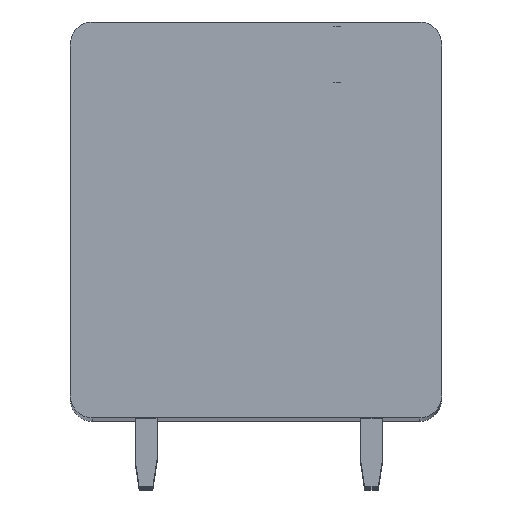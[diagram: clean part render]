
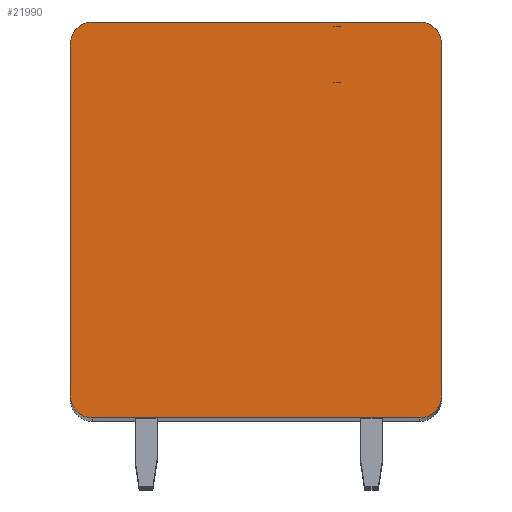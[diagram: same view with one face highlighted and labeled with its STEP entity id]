
A CAD part, top view. The second image highlights one B-rep face of the part: STEP entity #21990.
In plain terms, the highlighted planar face has unit normal (0, 0, 1).
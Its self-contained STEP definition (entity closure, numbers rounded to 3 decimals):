
#2721=CARTESIAN_POINT('',(-5.95,6.4,1.75));
#2722=DIRECTION('',(0.,0.,1.));
#2723=DIRECTION('',(0.,1.,0.));
#2724=AXIS2_PLACEMENT_3D('',#2721,#2722,#2723);
#2726=DIRECTION('',(-1.,0.,0.));
#2727=VECTOR('',#2726,11.9);
#2728=CARTESIAN_POINT('',(5.95,7.2,1.75));
#2729=LINE('',#2728,#2727);
#2730=CARTESIAN_POINT('',(5.95,6.4,1.75));
#2731=DIRECTION('',(0.,0.,1.));
#2732=DIRECTION('',(1.,0.,0.));
#2733=AXIS2_PLACEMENT_3D('',#2730,#2731,#2732);
#2735=DIRECTION('',(0.,1.,0.));
#2736=VECTOR('',#2735,12.8);
#2737=CARTESIAN_POINT('',(6.75,-6.4,1.75));
#2738=LINE('',#2737,#2736);
#2739=CARTESIAN_POINT('',(5.95,-6.4,1.75));
#2740=DIRECTION('',(0.,0.,1.));
#2741=DIRECTION('',(0.,-1.,0.));
#2742=AXIS2_PLACEMENT_3D('',#2739,#2740,#2741);
#2744=DIRECTION('',(1.,0.,0.));
#2745=VECTOR('',#2744,11.9);
#2746=CARTESIAN_POINT('',(-5.95,-7.2,1.75));
#2747=LINE('',#2746,#2745);
#2748=CARTESIAN_POINT('',(-5.95,-6.4,1.75));
#2749=DIRECTION('',(0.,0.,1.));
#2750=DIRECTION('',(-1.,0.,0.));
#2751=AXIS2_PLACEMENT_3D('',#2748,#2749,#2750);
#2753=DIRECTION('',(0.,-1.,0.));
#2754=VECTOR('',#2753,12.8);
#2755=CARTESIAN_POINT('',(-6.75,6.4,1.75));
#2756=LINE('',#2755,#2754);
#16303=CARTESIAN_POINT('',(-5.95,7.2,1.75));
#16304=VERTEX_POINT('',#16303);
#16305=CARTESIAN_POINT('',(-6.75,6.4,1.75));
#16306=VERTEX_POINT('',#16305);
#16311=CARTESIAN_POINT('',(6.75,6.4,1.75));
#16312=VERTEX_POINT('',#16311);
#16313=CARTESIAN_POINT('',(5.95,7.2,1.75));
#16314=VERTEX_POINT('',#16313);
#16319=CARTESIAN_POINT('',(-6.75,-6.4,1.75));
#16320=VERTEX_POINT('',#16319);
#16321=CARTESIAN_POINT('',(-5.95,-7.2,1.75));
#16322=VERTEX_POINT('',#16321);
#16327=CARTESIAN_POINT('',(5.95,-7.2,1.75));
#16328=VERTEX_POINT('',#16327);
#16329=CARTESIAN_POINT('',(6.75,-6.4,1.75));
#16330=VERTEX_POINT('',#16329);
#21975=CARTESIAN_POINT('',(0.,0.,1.75));
#21976=DIRECTION('',(0.,0.,1.));
#21977=DIRECTION('',(1.,0.,0.));
#21978=AXIS2_PLACEMENT_3D('',#21975,#21976,#21977);
#21979=PLANE('',#21978);
#21980=ORIENTED_EDGE('',*,*,#20311,.F.);
#21981=ORIENTED_EDGE('',*,*,#20327,.F.);
#21982=ORIENTED_EDGE('',*,*,#20900,.F.);
#21983=ORIENTED_EDGE('',*,*,#20915,.F.);
#21984=ORIENTED_EDGE('',*,*,#21328,.F.);
#21985=ORIENTED_EDGE('',*,*,#21341,.F.);
#21986=ORIENTED_EDGE('',*,*,#21756,.F.);
#21987=ORIENTED_EDGE('',*,*,#21768,.F.);
#21988=EDGE_LOOP('',(#21980,#21981,#21982,#21983,#21984,#21985,#21986,#21987));
#21989=FACE_OUTER_BOUND('',#21988,.F.);
#2725=CIRCLE('',#2724,0.8);
#2734=CIRCLE('',#2733,0.8);
#2743=CIRCLE('',#2742,0.8);
#2752=CIRCLE('',#2751,0.8);
#20311=EDGE_CURVE('',#16304,#16306,#2725,.T.);
#20327=EDGE_CURVE('',#16314,#16304,#2729,.T.);
#20900=EDGE_CURVE('',#16312,#16314,#2734,.T.);
#20915=EDGE_CURVE('',#16330,#16312,#2738,.T.);
#21328=EDGE_CURVE('',#16328,#16330,#2743,.T.);
#21341=EDGE_CURVE('',#16322,#16328,#2747,.T.);
#21756=EDGE_CURVE('',#16320,#16322,#2752,.T.);
#21768=EDGE_CURVE('',#16306,#16320,#2756,.T.);
#21990=ADVANCED_FACE('',(#21989),#21979,.T.);
